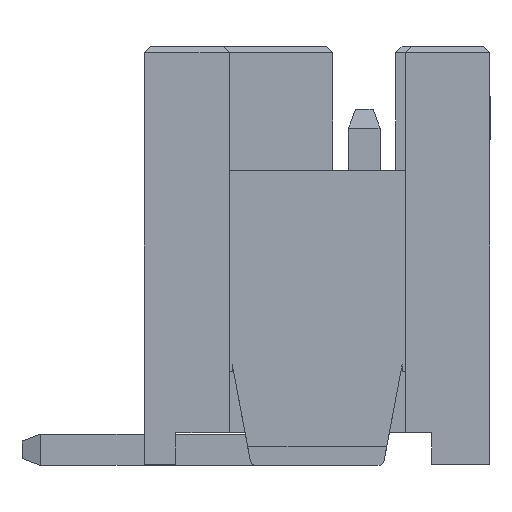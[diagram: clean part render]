
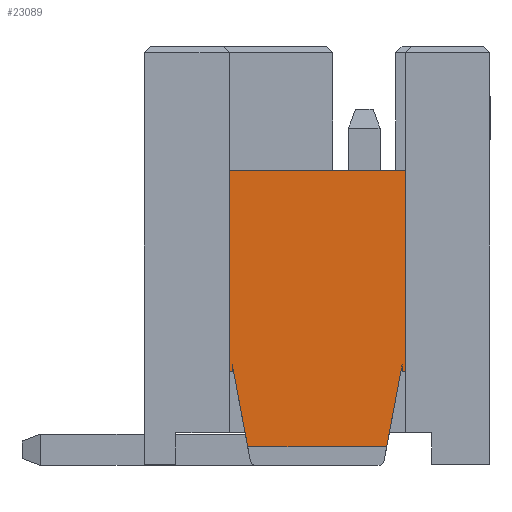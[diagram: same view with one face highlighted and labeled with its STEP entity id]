
A CAD part, left-side view. The second image highlights one B-rep face of the part: STEP entity #23089.
In plain terms, the highlighted planar face has unit normal (-1, 0, 0).
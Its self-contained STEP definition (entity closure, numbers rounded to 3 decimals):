
#91 = ORIENTED_EDGE ( 'NONE', *, *, #23651, .F. ) ;
#446 = ORIENTED_EDGE ( 'NONE', *, *, #5326, .T. ) ;
#747 = VECTOR ( 'NONE', #8178, 1000. ) ;
#980 = PLANE ( 'NONE',  #18375 ) ;
#1663 = ORIENTED_EDGE ( 'NONE', *, *, #5765, .F. ) ;
#1783 = ORIENTED_EDGE ( 'NONE', *, *, #14362, .F. ) ;
#2392 = LINE ( 'NONE', #6017, #8240 ) ;
#2527 = EDGE_CURVE ( 'NONE', #21571, #5294, #8539, .T. ) ;
#2774 = CARTESIAN_POINT ( 'NONE',  ( -3.5, 0.375, 0.18 ) ) ;
#2829 = CARTESIAN_POINT ( 'NONE',  ( -3.5, -2.081, 0.28 ) ) ;
#3664 = DIRECTION ( 'NONE',  ( 0., 0., 1. ) ) ;
#4371 = CARTESIAN_POINT ( 'NONE',  ( -3.5, -2.325, 0.28 ) ) ;
#4656 = CARTESIAN_POINT ( 'NONE',  ( -3.5, 0.131, 0.28 ) ) ;
#4721 = DIRECTION ( 'NONE',  ( 0., 0., -1. ) ) ;
#4891 = EDGE_CURVE ( 'NONE', #21107, #7193, #16538, .T. ) ;
#5294 = VERTEX_POINT ( 'NONE', #17083 ) ;
#5326 = EDGE_CURVE ( 'NONE', #5294, #21107, #19599, .T. ) ;
#5346 = CARTESIAN_POINT ( 'NONE',  ( -3.5, -2.325, 0.18 ) ) ;
#5677 = VECTOR ( 'NONE', #16039, 1000. ) ;
#5765 = EDGE_CURVE ( 'NONE', #14537, #15211, #6262, .T. ) ;
#5915 = CARTESIAN_POINT ( 'NONE',  ( -3.5, -2.775, 4.68 ) ) ;
#6017 = CARTESIAN_POINT ( 'NONE',  ( -3.5, 0.825, 1.48 ) ) ;
#6256 = CARTESIAN_POINT ( 'NONE',  ( -3.5, 0.375, 1.48 ) ) ;
#6262 = LINE ( 'NONE', #17706, #22086 ) ;
#6303 = LINE ( 'NONE', #4371, #16698 ) ;
#7193 = VERTEX_POINT ( 'NONE', #6256 ) ;
#8014 = LINE ( 'NONE', #22670, #19013 ) ;
#8178 = DIRECTION ( 'NONE',  ( 0., 0., -1. ) ) ;
#8240 = VECTOR ( 'NONE', #13345, 1000. ) ;
#8496 = ORIENTED_EDGE ( 'NONE', *, *, #10000, .F. ) ;
#8539 = LINE ( 'NONE', #23348, #14270 ) ;
#9061 = VERTEX_POINT ( 'NONE', #10288 ) ;
#9294 = CARTESIAN_POINT ( 'NONE',  ( -3.5, -2.325, 1.58 ) ) ;
#10000 = EDGE_CURVE ( 'NONE', #15211, #18098, #6303, .T. ) ;
#10137 = DIRECTION ( 'NONE',  ( 0., 0., 1. ) ) ;
#10288 = CARTESIAN_POINT ( 'NONE',  ( -3.5, -2.325, 1.48 ) ) ;
#11099 = EDGE_CURVE ( 'NONE', #18098, #15694, #14019, .T. ) ;
#11426 = ORIENTED_EDGE ( 'NONE', *, *, #11099, .F. ) ;
#11962 = DIRECTION ( 'NONE',  ( -1., 0., 0. ) ) ;
#12159 = CARTESIAN_POINT ( 'NONE',  ( -3.5, 0.375, 1.58 ) ) ;
#12782 = LINE ( 'NONE', #5346, #13290 ) ;
#12817 = VECTOR ( 'NONE', #14417, 1000. ) ;
#13290 = VECTOR ( 'NONE', #3664, 1000. ) ;
#13345 = DIRECTION ( 'NONE',  ( 0., -1., 0. ) ) ;
#13426 = ORIENTED_EDGE ( 'NONE', *, *, #13432, .T. ) ;
#13432 = EDGE_CURVE ( 'NONE', #9061, #19571, #2392, .T. ) ;
#13603 = DIRECTION ( 'NONE',  ( 0., 0.184, -0.983 ) ) ;
#13642 = DIRECTION ( 'NONE',  ( 0., 1., 0. ) ) ;
#14019 = LINE ( 'NONE', #19381, #5677 ) ;
#14075 = CARTESIAN_POINT ( 'NONE',  ( -3.5, -2.775, 1.48 ) ) ;
#14270 = VECTOR ( 'NONE', #21267, 1000. ) ;
#14362 = EDGE_CURVE ( 'NONE', #9061, #14537, #12782, .T. ) ;
#14417 = DIRECTION ( 'NONE',  ( 0., -1., 0. ) ) ;
#14505 = DIRECTION ( 'NONE',  ( 0., 0., 1. ) ) ;
#14537 = VERTEX_POINT ( 'NONE', #9294 ) ;
#14607 = ORIENTED_EDGE ( 'NONE', *, *, #17725, .T. ) ;
#15211 = VERTEX_POINT ( 'NONE', #2829 ) ;
#15694 = VERTEX_POINT ( 'NONE', #12159 ) ;
#15777 = CARTESIAN_POINT ( 'NONE',  ( -3.5, 0.825, 1.48 ) ) ;
#16039 = DIRECTION ( 'NONE',  ( 0., 0.184, 0.983 ) ) ;
#16144 = EDGE_LOOP ( 'NONE', ( #91, #11426, #8496, #1663, #1783, #13426, #14607, #16746, #446, #21715 ) ) ;
#16538 = LINE ( 'NONE', #20009, #12817 ) ;
#16698 = VECTOR ( 'NONE', #13642, 1000. ) ;
#16746 = ORIENTED_EDGE ( 'NONE', *, *, #2527, .T. ) ;
#17083 = CARTESIAN_POINT ( 'NONE',  ( -3.5, 0.825, 4.68 ) ) ;
#17706 = CARTESIAN_POINT ( 'NONE',  ( -3.5, -2.071, 0.228 ) ) ;
#17725 = EDGE_CURVE ( 'NONE', #19571, #21571, #8014, .T. ) ;
#18098 = VERTEX_POINT ( 'NONE', #4656 ) ;
#18375 = AXIS2_PLACEMENT_3D ( 'NONE', #21322, #11962, #10137 ) ;
#19013 = VECTOR ( 'NONE', #14505, 1000. ) ;
#19125 = FACE_OUTER_BOUND ( 'NONE', #16144, .T. ) ;
#19306 = LINE ( 'NONE', #2774, #747 ) ;
#19381 = CARTESIAN_POINT ( 'NONE',  ( -3.5, 0.03, -0.262 ) ) ;
#19571 = VERTEX_POINT ( 'NONE', #14075 ) ;
#19599 = LINE ( 'NONE', #15777, #20135 ) ;
#20009 = CARTESIAN_POINT ( 'NONE',  ( -3.5, 0.825, 1.48 ) ) ;
#20135 = VECTOR ( 'NONE', #4721, 1000. ) ;
#20545 = CARTESIAN_POINT ( 'NONE',  ( -3.5, 0.825, 1.48 ) ) ;
#21107 = VERTEX_POINT ( 'NONE', #20545 ) ;
#21267 = DIRECTION ( 'NONE',  ( 0., 1., 0. ) ) ;
#21322 = CARTESIAN_POINT ( 'NONE',  ( -3.5, -2.325, 0.18 ) ) ;
#21571 = VERTEX_POINT ( 'NONE', #5915 ) ;
#21715 = ORIENTED_EDGE ( 'NONE', *, *, #4891, .T. ) ;
#22086 = VECTOR ( 'NONE', #13603, 1000. ) ;
#22670 = CARTESIAN_POINT ( 'NONE',  ( -3.5, -2.775, 1.48 ) ) ;
#23089 = ADVANCED_FACE ( 'NONE', ( #19125 ), #980, .T. ) ;
#23348 = CARTESIAN_POINT ( 'NONE',  ( -3.5, -2.325, 4.68 ) ) ;
#23651 = EDGE_CURVE ( 'NONE', #15694, #7193, #19306, .T. ) ;
